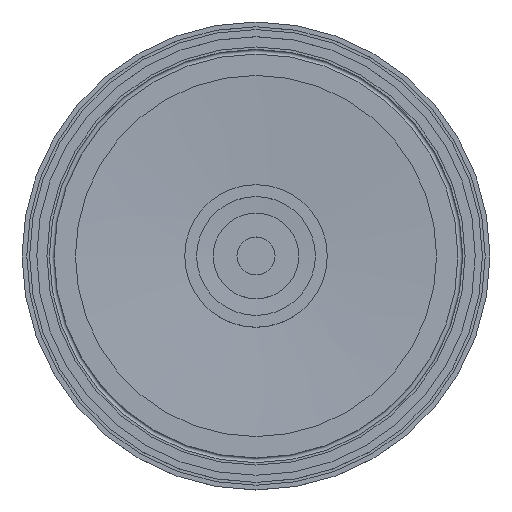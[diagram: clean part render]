
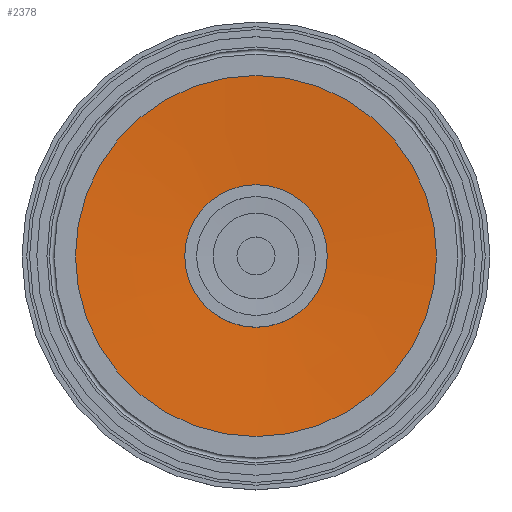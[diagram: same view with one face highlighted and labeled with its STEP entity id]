
A CAD part, top view. The second image highlights one B-rep face of the part: STEP entity #2378.
In plain terms, the highlighted conical face has half-angle 86.987 degrees and reference radius 13.25 mm.
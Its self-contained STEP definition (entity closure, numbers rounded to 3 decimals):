
#27=CONICAL_SURFACE('',#2515,13.25,1.518);
#93=CIRCLE('',#2509,19.);
#96=CIRCLE('',#2516,7.5);
#438=FACE_OUTER_BOUND('',#593,.T.);
#593=EDGE_LOOP('',(#2170,#2171,#2172,#2173));
#765=LINE('',#4848,#932);
#932=VECTOR('',#2921,13.25);
#1155=VERTEX_POINT('',#4836);
#1158=VERTEX_POINT('',#4847);
#1493=EDGE_CURVE('',#1155,#1155,#93,.T.);
#1497=EDGE_CURVE('',#1155,#1158,#765,.T.);
#1498=EDGE_CURVE('',#1158,#1158,#96,.T.);
#2170=ORIENTED_EDGE('',*,*,#1493,.T.);
#2171=ORIENTED_EDGE('',*,*,#1497,.T.);
#2172=ORIENTED_EDGE('',*,*,#1498,.F.);
#2173=ORIENTED_EDGE('',*,*,#1497,.F.);
#2378=ADVANCED_FACE('',(#438),#27,.F.);
#2509=AXIS2_PLACEMENT_3D('',#4837,#2906,#2907);
#2515=AXIS2_PLACEMENT_3D('',#4846,#2919,#2920);
#2516=AXIS2_PLACEMENT_3D('',#4849,#2922,#2923);
#2906=DIRECTION('center_axis',(0.,0.,1.));
#2907=DIRECTION('ref_axis',(1.,0.,0.));
#2919=DIRECTION('center_axis',(0.,0.,1.));
#2920=DIRECTION('ref_axis',(1.,0.,0.));
#2921=DIRECTION('',(0.999,0.,-0.053));
#2922=DIRECTION('center_axis',(0.,0.,1.));
#2923=DIRECTION('ref_axis',(1.,0.,0.));
#4836=CARTESIAN_POINT('',(-19.,0.,12.));
#4837=CARTESIAN_POINT('Origin',(0.,0.,12.));
#4846=CARTESIAN_POINT('Origin',(0.,0.,11.697));
#4847=CARTESIAN_POINT('',(-7.5,0.,11.395));
#4848=CARTESIAN_POINT('',(-13.25,0.,11.697));
#4849=CARTESIAN_POINT('Origin',(0.,0.,11.395));
